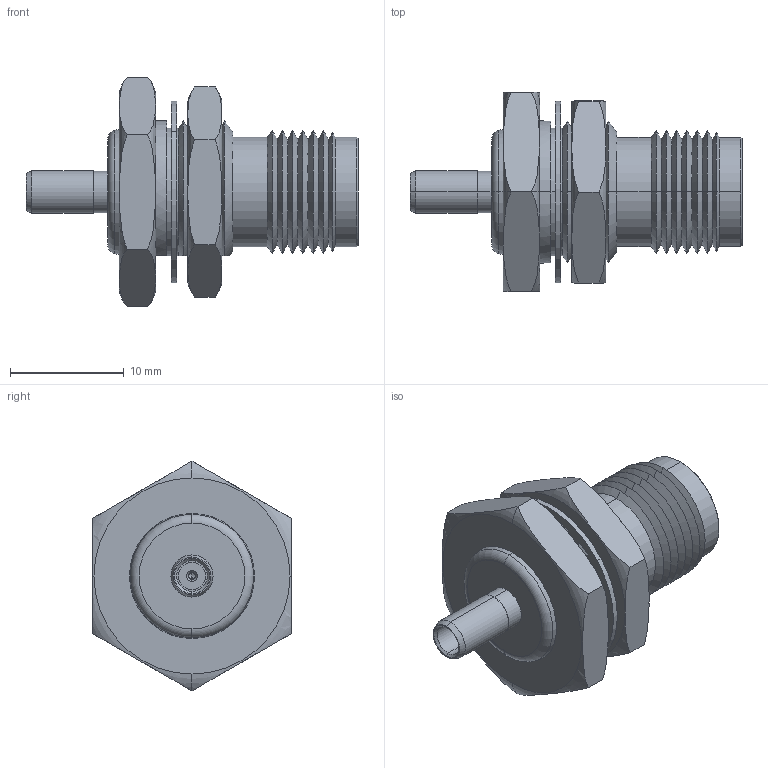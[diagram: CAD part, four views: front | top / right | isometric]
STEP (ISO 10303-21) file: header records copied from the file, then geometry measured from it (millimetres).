
FILE_DESCRIPTION (( 'STEP AP214' ), '1' );
FILE_NAME ('ARTJ-3100.STEP', '2013-07-18T13:05:13', ( 'L-Com' ), ( 'L-Com Global Connectivity' ), 'SwSTEP 2.0', 'SolidWorks 2012', '' );
FILE_SCHEMA (( 'AUTOMOTIVE_DESIGN' ));
Length unit declared in the file: inch
Products named in the file (4): ARTJ-3100_NUT; ARTJ-3100_Washer; ARTJ-3100-Body; ARTJ-3100
Assembly tree (3 placements, depth 2):
  ARTJ-3100
    ARTJ-3100-Body
    ARTJ-3100_Washer
    ARTJ-3100_NUT
Bounding box: 29.2 x 17.5 x 20.21 mm (x, y, z)
Volume: 2463.6 mm3; surface area: 3159.7 mm2
Topology: 3 solids, 3 shells, 256 faces, 611 edges, 377 vertices
Faces by surface type: cone 87, cylinder 75, plane 74, torus 20
Entity records: 9664 total; most frequent: CARTESIAN_POINT 1730, DIRECTION 1343, ORIENTED_EDGE 1218, EDGE_CURVE 609, AXIS2_PLACEMENT_3D 528, VERTEX_POINT 377, LINE 287, VECTOR 287
